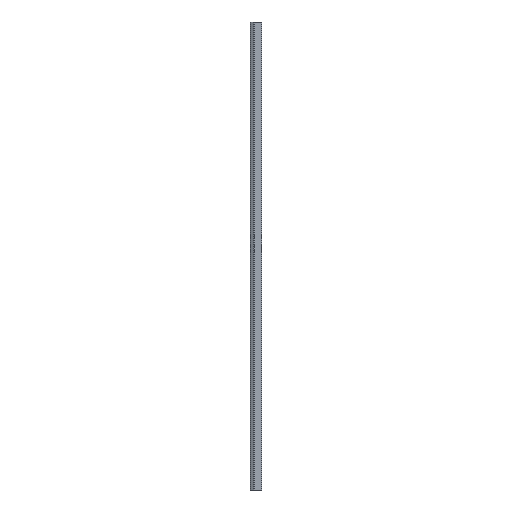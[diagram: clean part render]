
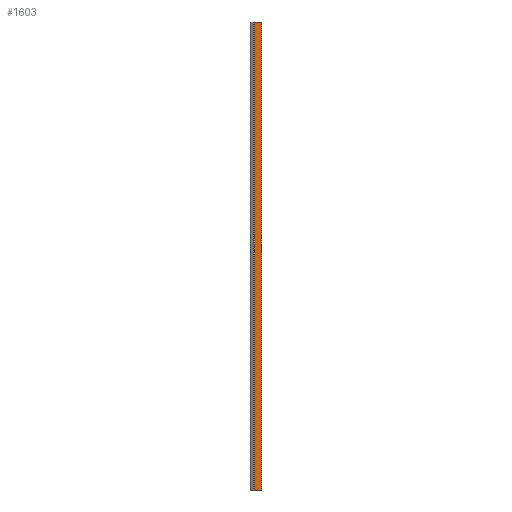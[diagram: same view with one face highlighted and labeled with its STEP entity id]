
A CAD part, left-side view. The second image highlights one B-rep face of the part: STEP entity #1603.
In plain terms, the highlighted planar face has unit normal (-1, 0, 0).
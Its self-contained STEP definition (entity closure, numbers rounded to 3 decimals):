
#131 = DIRECTION ( 'NONE',  ( 0., -1., 0. ) ) ;
#198 = CARTESIAN_POINT ( 'NONE',  ( 0., 32.66, 0. ) ) ;
#516 = FACE_OUTER_BOUND ( 'NONE', #2125, .T. ) ;
#623 = VERTEX_POINT ( 'NONE', #2294 ) ;
#670 = LINE ( 'NONE', #2446, #3305 ) ;
#710 = VECTOR ( 'NONE', #2644, 1000. ) ;
#743 = EDGE_CURVE ( 'NONE', #3779, #2912, #2909, .T. ) ;
#782 = DIRECTION ( 'NONE',  ( 0., 1., 0. ) ) ;
#877 = CARTESIAN_POINT ( 'NONE',  ( 0., 32.66, 2000. ) ) ;
#919 = ORIENTED_EDGE ( 'NONE', *, *, #3426, .F. ) ;
#1154 = EDGE_CURVE ( 'NONE', #2912, #623, #1397, .T. ) ;
#1179 = CARTESIAN_POINT ( 'NONE',  ( 0., 32.66, 2000. ) ) ;
#1361 = EDGE_CURVE ( 'NONE', #3779, #3413, #3037, .T. ) ;
#1397 = LINE ( 'NONE', #2551, #3562 ) ;
#1603 = ADVANCED_FACE ( 'NONE', ( #516 ), #2311, .F. ) ;
#1641 = ORIENTED_EDGE ( 'NONE', *, *, #1361, .F. ) ;
#2111 = ORIENTED_EDGE ( 'NONE', *, *, #1154, .T. ) ;
#2125 = EDGE_LOOP ( 'NONE', ( #2111, #919, #1641, #2806 ) ) ;
#2294 = CARTESIAN_POINT ( 'NONE',  ( 0., 0., 0. ) ) ;
#2311 = PLANE ( 'NONE',  #3020 ) ;
#2446 = CARTESIAN_POINT ( 'NONE',  ( 0., 0., 2000. ) ) ;
#2551 = CARTESIAN_POINT ( 'NONE',  ( 0., 0., 0. ) ) ;
#2644 = DIRECTION ( 'NONE',  ( 0., 0., -1. ) ) ;
#2806 = ORIENTED_EDGE ( 'NONE', *, *, #743, .T. ) ;
#2909 = LINE ( 'NONE', #877, #710 ) ;
#2912 = VERTEX_POINT ( 'NONE', #198 ) ;
#3020 = AXIS2_PLACEMENT_3D ( 'NONE', #3501, #3724, #782 ) ;
#3037 = LINE ( 'NONE', #3366, #3829 ) ;
#3192 = DIRECTION ( 'NONE',  ( 0., -1., 0. ) ) ;
#3287 = CARTESIAN_POINT ( 'NONE',  ( 0., 0., 2000. ) ) ;
#3305 = VECTOR ( 'NONE', #3616, 1000. ) ;
#3366 = CARTESIAN_POINT ( 'NONE',  ( 0., 0., 2000. ) ) ;
#3413 = VERTEX_POINT ( 'NONE', #3287 ) ;
#3426 = EDGE_CURVE ( 'NONE', #3413, #623, #670, .T. ) ;
#3501 = CARTESIAN_POINT ( 'NONE',  ( 0., 0., 2000. ) ) ;
#3562 = VECTOR ( 'NONE', #3192, 1000. ) ;
#3616 = DIRECTION ( 'NONE',  ( 0., 0., -1. ) ) ;
#3724 = DIRECTION ( 'NONE',  ( 1., 0., 0. ) ) ;
#3779 = VERTEX_POINT ( 'NONE', #1179 ) ;
#3829 = VECTOR ( 'NONE', #131, 1000. ) ;
